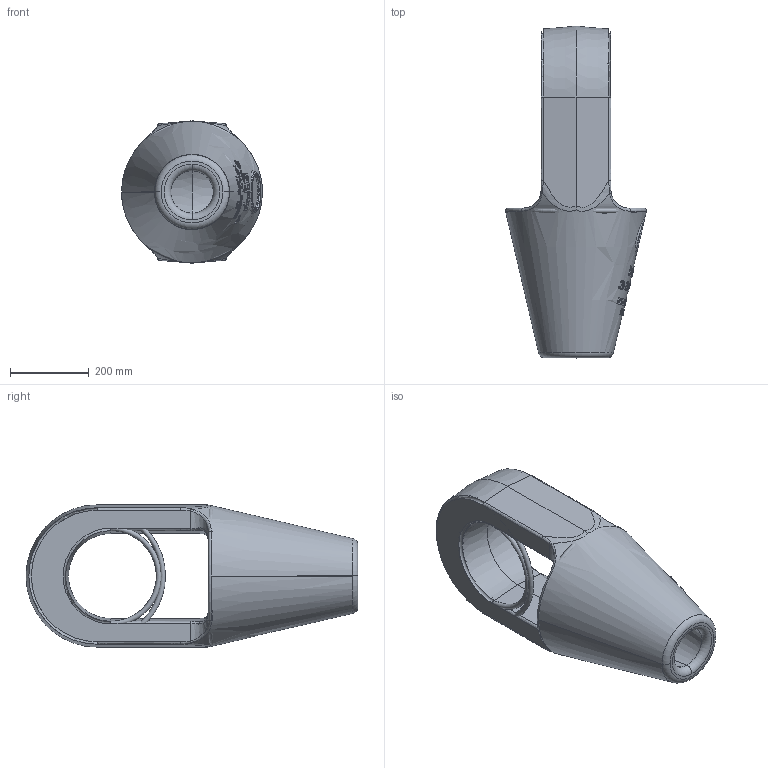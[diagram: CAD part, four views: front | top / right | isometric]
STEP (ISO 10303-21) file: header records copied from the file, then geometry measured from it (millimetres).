
FILE_DESCRIPTION((''),'2;1');
FILE_NAME('CROSBY_417_400_1041857-1041866','2011-08-31T',('Alan Doughty'),('The Crosby Group LLC'),'PRO/ENGINEER BY PARAMETRIC TECHNOLOGY CORPORATION, 2010230','PRO/ENGINEER BY PARAMETRIC TECHNOLOGY CORPORATION, 2010230','');
FILE_SCHEMA(('CONFIG_CONTROL_DESIGN'));
Products named in the file (1): CROSBY_417_400_1041857-1041866
Bounding box: 358.63 x 844.55 x 361.95 mm (x, y, z)
Surface area: 1430826.7 mm2 (no closed solid volume)
Topology: 0 solids, 0 shells, 643 faces, 3516 edges, 3502 vertices
Faces by surface type: bspline 621, torus 22
Entity records: 51774 total; most frequent: CARTESIAN_POINT 27668, DEFINITIONAL_REPRESENTATION 3488, PCURVE 3488, COMPOSITE_CURVE_SEGMENT 3488, B_SPLINE_CURVE_WITH_KNOTS 3151, DIRECTION 2249, TRIMMED_CURVE 2081, VECTOR 1957
